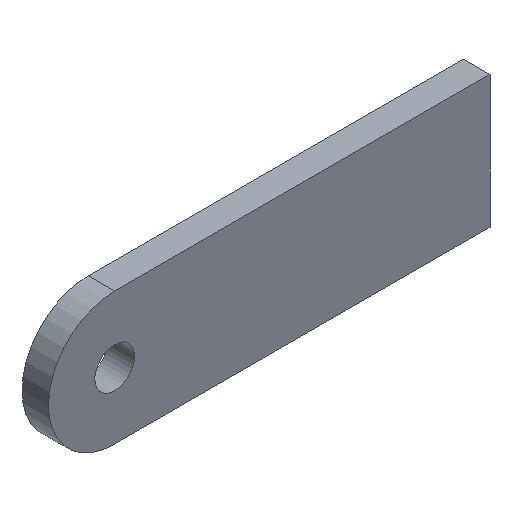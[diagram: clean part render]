
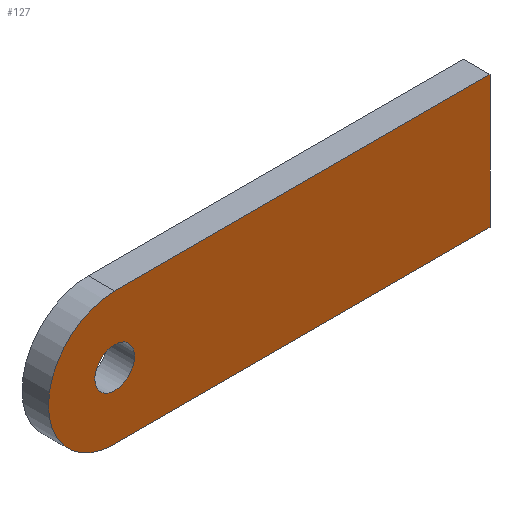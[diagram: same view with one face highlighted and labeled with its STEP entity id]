
A CAD part, isometric view. The second image highlights one B-rep face of the part: STEP entity #127.
In plain terms, the highlighted planar face has unit normal (0, -1, 0).
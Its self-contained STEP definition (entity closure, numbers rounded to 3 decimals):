
#16=FACE_BOUND('',#37,.T.);
#21=PLANE('',#161);
#28=FACE_OUTER_BOUND('',#36,.T.);
#36=EDGE_LOOP('',(#114,#115,#116,#117));
#37=EDGE_LOOP('',(#118));
#39=LINE('',#207,#50);
#43=LINE('',#215,#54);
#47=LINE('',#226,#58);
#50=VECTOR('',#173,10.);
#54=VECTOR('',#179,10.);
#58=VECTOR('',#191,10.);
#61=CIRCLE('',#153,4.5);
#62=CIRCLE('',#157,15.);
#65=VERTEX_POINT('',#201);
#66=VERTEX_POINT('',#205);
#67=VERTEX_POINT('',#206);
#70=VERTEX_POINT('',#214);
#72=VERTEX_POINT('',#220);
#76=EDGE_CURVE('',#65,#65,#61,.T.);
#77=EDGE_CURVE('',#66,#67,#39,.T.);
#81=EDGE_CURVE('',#70,#66,#43,.T.);
#84=EDGE_CURVE('',#72,#70,#62,.T.);
#87=EDGE_CURVE('',#67,#72,#47,.T.);
#114=ORIENTED_EDGE('',*,*,#87,.F.);
#115=ORIENTED_EDGE('',*,*,#77,.F.);
#116=ORIENTED_EDGE('',*,*,#81,.F.);
#117=ORIENTED_EDGE('',*,*,#84,.F.);
#118=ORIENTED_EDGE('',*,*,#76,.F.);
#127=ADVANCED_FACE('',(#28,#16),#21,.F.);
#153=AXIS2_PLACEMENT_3D('',#203,#169,#170);
#157=AXIS2_PLACEMENT_3D('',#221,#184,#185);
#161=AXIS2_PLACEMENT_3D('',#229,#195,#196);
#169=DIRECTION('center_axis',(0.,-1.,0.));
#170=DIRECTION('ref_axis',(1.,0.,0.));
#173=DIRECTION('',(0.,0.,-1.));
#179=DIRECTION('',(1.,0.,0.));
#184=DIRECTION('center_axis',(0.,1.,0.));
#185=DIRECTION('ref_axis',(0.,0.,-1.));
#191=DIRECTION('',(-1.,0.,0.));
#195=DIRECTION('center_axis',(0.,1.,0.));
#196=DIRECTION('ref_axis',(0.,0.,1.));
#201=CARTESIAN_POINT('',(-89.5,0.,-15.));
#203=CARTESIAN_POINT('Origin',(-85.,0.,-15.));
#205=CARTESIAN_POINT('',(0.,0.,0.));
#206=CARTESIAN_POINT('',(0.,0.,-30.));
#207=CARTESIAN_POINT('',(0.,0.,0.));
#214=CARTESIAN_POINT('',(-85.,0.,0.));
#215=CARTESIAN_POINT('',(-85.,0.,0.));
#220=CARTESIAN_POINT('',(-85.,0.,-30.));
#221=CARTESIAN_POINT('Origin',(-85.,0.,-15.));
#226=CARTESIAN_POINT('',(0.,0.,-30.));
#229=CARTESIAN_POINT('Origin',(-50.,0.,-15.));
